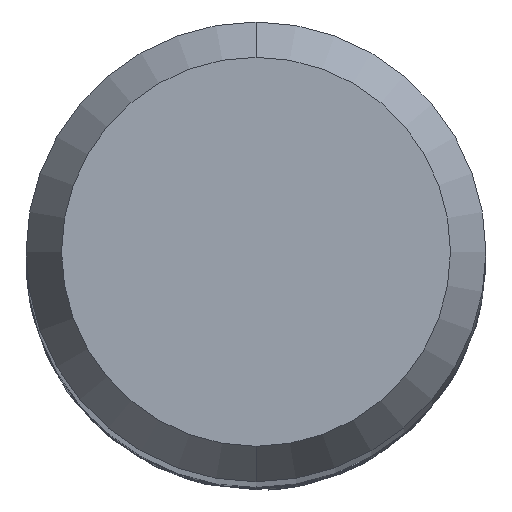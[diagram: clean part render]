
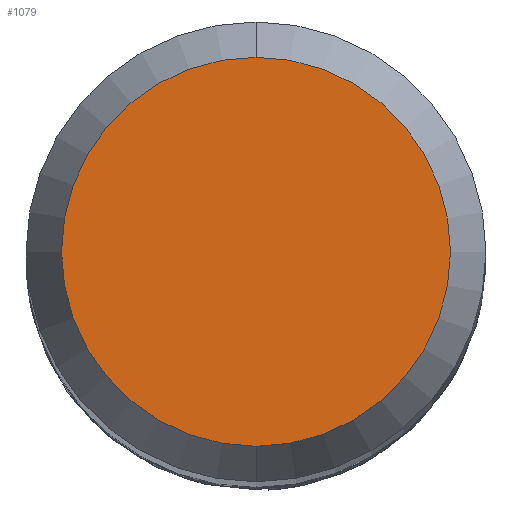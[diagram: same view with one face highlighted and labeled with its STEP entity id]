
A CAD part, top view. The second image highlights one B-rep face of the part: STEP entity #1079.
In plain terms, the highlighted planar face has unit normal (0, 0, 1).
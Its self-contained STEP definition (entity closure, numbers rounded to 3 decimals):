
#777=EDGE_CURVE('',#1649,#1033,#2003,.T.);
#1033=VERTEX_POINT('',#2284);
#1079=ADVANCED_FACE('',(#2334),#2335,.T.);
#1193=EDGE_CURVE('',#1033,#1649,#2460,.T.);
#1649=VERTEX_POINT('',#2951);
#2003=CIRCLE('',#5580,2.538);
#2284=CARTESIAN_POINT('',(0.,-2.538,0.0));
#2334=FACE_OUTER_BOUND('',#8212,.T.);
#2335=PLANE('',#8213);
#2460=CIRCLE('',#9228,2.538);
#2951=CARTESIAN_POINT('',(0.0,2.538,0.0));
#5580=AXIS2_PLACEMENT_3D('',#16494,#16495,#16496);
#8212=EDGE_LOOP('',(#16843,#16844));
#8213=AXIS2_PLACEMENT_3D('',#16845,#16846,#16847);
#9228=AXIS2_PLACEMENT_3D('',#16974,#16975,#16976);
#16494=CARTESIAN_POINT('',(0.0,0.0,0.0));
#16495=DIRECTION('',(0.0,0.0,-1.0));
#16496=DIRECTION('',(0.0,1.0,0.0));
#16843=ORIENTED_EDGE('',*,*,#777,.F.);
#16844=ORIENTED_EDGE('',*,*,#1193,.F.);
#16845=CARTESIAN_POINT('',(0.0,1.269,0.0));
#16846=DIRECTION('',(-0.0,0.0,1.0));
#16847=DIRECTION('',(0.0,-1.0,0.0));
#16974=CARTESIAN_POINT('',(0.0,0.0,0.0));
#16975=DIRECTION('',(0.0,0.0,-1.0));
#16976=DIRECTION('',(0.0,1.0,0.0));
